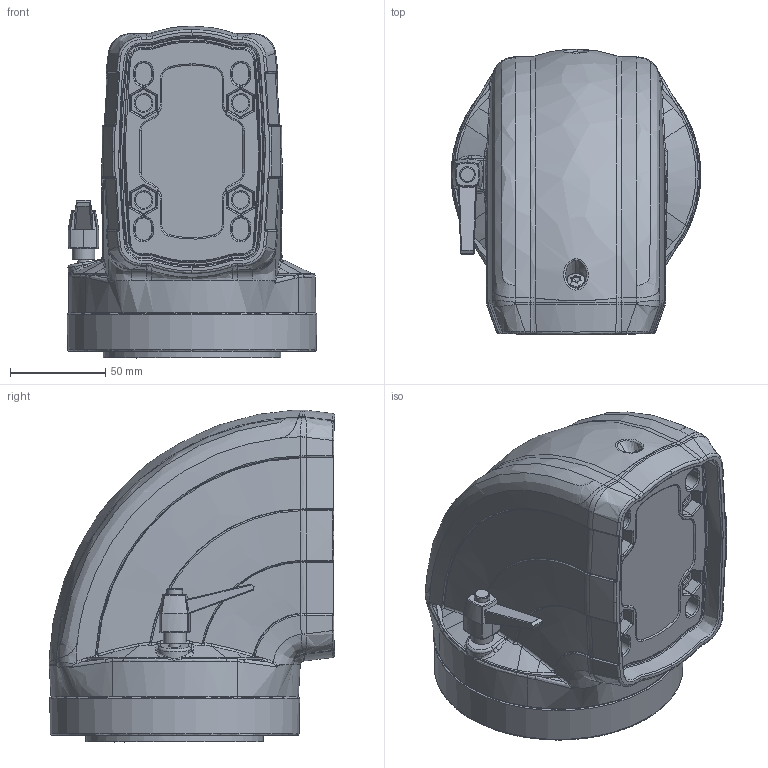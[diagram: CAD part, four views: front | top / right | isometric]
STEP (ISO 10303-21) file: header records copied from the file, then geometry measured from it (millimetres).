
FILE_DESCRIPTION (( 'STEP AP214' ), '1' );
FILE_NAME ('TK120.400.STEP', '2024-08-20T18:16:54', ( '' ), ( '' ), 'SwSTEP 2.0', 'SolidWorks 2023', '' );
FILE_SCHEMA (( 'AUTOMOTIVE_DESIGN' ));
Length unit declared in the file: inch
Products named in the file (1): TK120.400
Bounding box: 131.33 x 150.09 x 174.46 mm (x, y, z)
Volume: 1768173.5 mm3; surface area: 105542.9 mm2
Topology: 1 solids, 3 shells, 1261 faces, 3067 edges, 1742 vertices
Faces by surface type: bspline 1032, plane 139, cone 50, cylinder 40
Full cylindrical faces by diameter (mm): 6.002 x1, 6.025 x1, 11.924 x1, 70 x1, 93.324 x1
Entity records: 87036 total; most frequent: CARTESIAN_POINT 67184, ORIENTED_EDGE 5888, EDGE_CURVE 2944, DIRECTION 1792, VERTEX_POINT 1739, B_SPLINE_CURVE_WITH_KNOTS 1329, EDGE_LOOP 1313, FACE_OUTER_BOUND 1266
